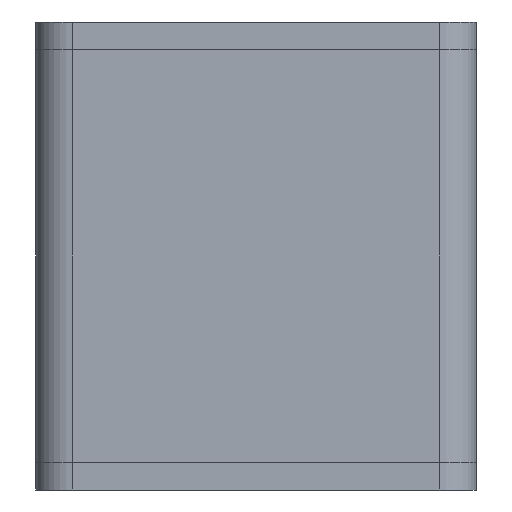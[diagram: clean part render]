
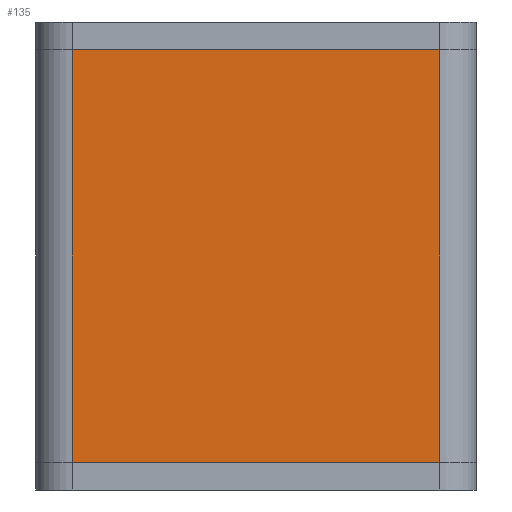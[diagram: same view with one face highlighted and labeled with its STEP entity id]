
A CAD part, left-side view. The second image highlights one B-rep face of the part: STEP entity #135.
In plain terms, the highlighted face is planar.
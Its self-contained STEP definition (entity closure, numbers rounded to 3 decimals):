
#116 = EDGE_CURVE ( 'NONE', #3166, #3009, #747, .T. ) ;
#135 = ADVANCED_FACE ( 'NONE', ( #886 ), #4577, .F. ) ;
#363 = CARTESIAN_POINT ( 'NONE',  ( -11.25, 0., 10. ) ) ;
#674 = ORIENTED_EDGE ( 'NONE', *, *, #3592, .T. ) ;
#747 = LINE ( 'NONE', #3324, #1815 ) ;
#765 = EDGE_LOOP ( 'NONE', ( #674, #1936, #1747, #5680 ) ) ;
#886 = FACE_OUTER_BOUND ( 'NONE', #765, .T. ) ;
#1078 = VECTOR ( 'NONE', #2172, 1000. ) ;
#1244 = CARTESIAN_POINT ( 'NONE',  ( -11.25, 0., 12. ) ) ;
#1276 = CARTESIAN_POINT ( 'NONE',  ( -11.25, 0., 10. ) ) ;
#1698 = CARTESIAN_POINT ( 'NONE',  ( 11.25, 0., 12. ) ) ;
#1747 = ORIENTED_EDGE ( 'NONE', *, *, #116, .F. ) ;
#1810 = DIRECTION ( 'NONE',  ( 0., 0., -1. ) ) ;
#1815 = VECTOR ( 'NONE', #1810, 1000. ) ;
#1936 = ORIENTED_EDGE ( 'NONE', *, *, #3714, .T. ) ;
#1998 = VECTOR ( 'NONE', #2236, 1000. ) ;
#2172 = DIRECTION ( 'NONE',  ( -1., 0., 0. ) ) ;
#2236 = DIRECTION ( 'NONE',  ( 1., 0., 0. ) ) ;
#2434 = EDGE_CURVE ( 'NONE', #3166, #5152, #3665, .T. ) ;
#2746 = CARTESIAN_POINT ( 'NONE',  ( 11.25, 0., 10. ) ) ;
#2951 = VERTEX_POINT ( 'NONE', #3081 ) ;
#2988 = VECTOR ( 'NONE', #4422, 1000. ) ;
#3009 = VERTEX_POINT ( 'NONE', #4028 ) ;
#3081 = CARTESIAN_POINT ( 'NONE',  ( -11.25, 0., -10. ) ) ;
#3166 = VERTEX_POINT ( 'NONE', #2746 ) ;
#3224 = DIRECTION ( 'NONE',  ( 0., 0., 1. ) ) ;
#3324 = CARTESIAN_POINT ( 'NONE',  ( 11.25, 0., 12. ) ) ;
#3592 = EDGE_CURVE ( 'NONE', #5152, #2951, #5087, .T. ) ;
#3665 = LINE ( 'NONE', #363, #1078 ) ;
#3714 = EDGE_CURVE ( 'NONE', #2951, #3009, #4553, .T. ) ;
#3908 = AXIS2_PLACEMENT_3D ( 'NONE', #1698, #4079, #3224 ) ;
#4028 = CARTESIAN_POINT ( 'NONE',  ( 11.25, 0., -10. ) ) ;
#4079 = DIRECTION ( 'NONE',  ( 0., 1., 0. ) ) ;
#4422 = DIRECTION ( 'NONE',  ( 0., 0., -1. ) ) ;
#4553 = LINE ( 'NONE', #5368, #1998 ) ;
#4577 = PLANE ( 'NONE',  #3908 ) ;
#5087 = LINE ( 'NONE', #1244, #2988 ) ;
#5152 = VERTEX_POINT ( 'NONE', #1276 ) ;
#5368 = CARTESIAN_POINT ( 'NONE',  ( 11.25, 0., -10. ) ) ;
#5680 = ORIENTED_EDGE ( 'NONE', *, *, #2434, .T. ) ;
